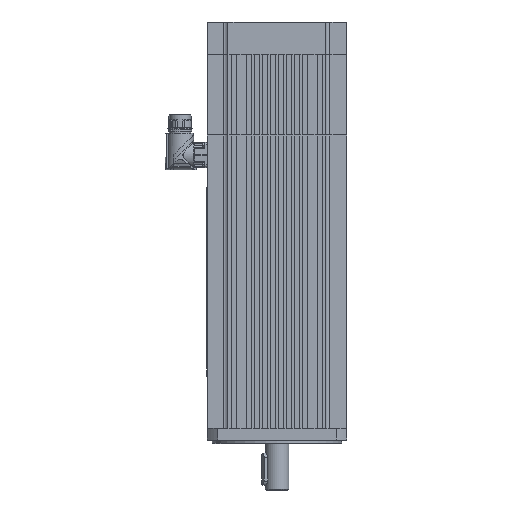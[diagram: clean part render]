
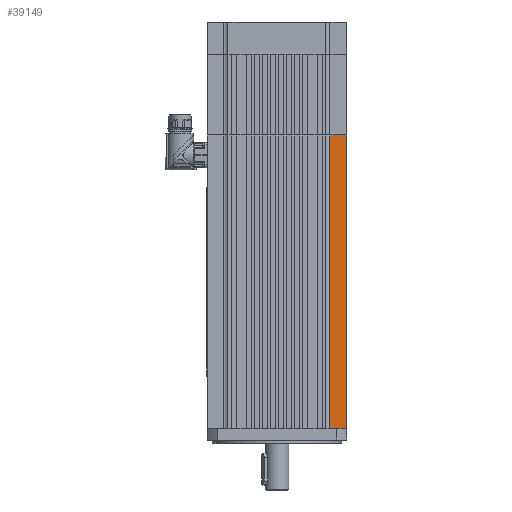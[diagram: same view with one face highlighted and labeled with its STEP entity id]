
A CAD part, left-side view. The second image highlights one B-rep face of the part: STEP entity #39149.
In plain terms, the highlighted face is planar.
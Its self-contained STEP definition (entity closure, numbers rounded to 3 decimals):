
#20636=CARTESIAN_POINT('',(-49.3,-53.3,295.0));
#20637=VERTEX_POINT('',#20636);
#20661=CARTESIAN_POINT('',(-49.3,-70.,295.0));
#20662=VERTEX_POINT('',#20661);
#20663=CARTESIAN_POINT('',(-49.3,-70.,295.0));
#20664=DIRECTION('',(0.0,1.0,0.0));
#20665=VECTOR('',#20664,16.7);
#20666=LINE('',#20663,#20665);
#20667=EDGE_CURVE('',#20662,#20637,#20666,.T.);
#36280=CARTESIAN_POINT('',(-49.3,-53.3,0.0));
#36281=VERTEX_POINT('',#36280);
#36282=CARTESIAN_POINT('',(-49.3,-70.,0.0));
#36283=VERTEX_POINT('',#36282);
#36284=CARTESIAN_POINT('',(-49.3,-53.3,0.0));
#36285=DIRECTION('',(0.0,-1.0,0.0));
#36286=VECTOR('',#36285,16.7);
#36287=LINE('',#36284,#36286);
#36288=EDGE_CURVE('',#36281,#36283,#36287,.T.);
#39122=CARTESIAN_POINT('',(-49.3,-70.,0.0));
#39123=DIRECTION('',(0.0,0.0,1.0));
#39124=VECTOR('',#39123,295.0);
#39125=LINE('',#39122,#39124);
#39126=EDGE_CURVE('',#36283,#20662,#39125,.T.);
#39133=CARTESIAN_POINT('',(-49.3,-70.,0.0));
#39134=DIRECTION('',(-1.0,0.0,0.0));
#39135=DIRECTION('',(0.0,0.0,1.0));
#39136=AXIS2_PLACEMENT_3D('',#39133,#39134,#39135);
#39137=PLANE('',#39136);
#39138=ORIENTED_EDGE('',*,*,#20667,.T.);
#39139=CARTESIAN_POINT('',(-49.3,-53.3,0.0));
#39140=DIRECTION('',(0.0,0.0,1.0));
#39141=VECTOR('',#39140,295.0);
#39142=LINE('',#39139,#39141);
#39143=EDGE_CURVE('',#36281,#20637,#39142,.T.);
#39144=ORIENTED_EDGE('',*,*,#39143,.F.);
#39145=ORIENTED_EDGE('',*,*,#36288,.T.);
#39146=ORIENTED_EDGE('',*,*,#39126,.T.);
#39147=EDGE_LOOP('',(#39138,#39144,#39145,#39146));
#39148=FACE_OUTER_BOUND('',#39147,.T.);
#39149=ADVANCED_FACE('',(#39148),#39137,.T.);
